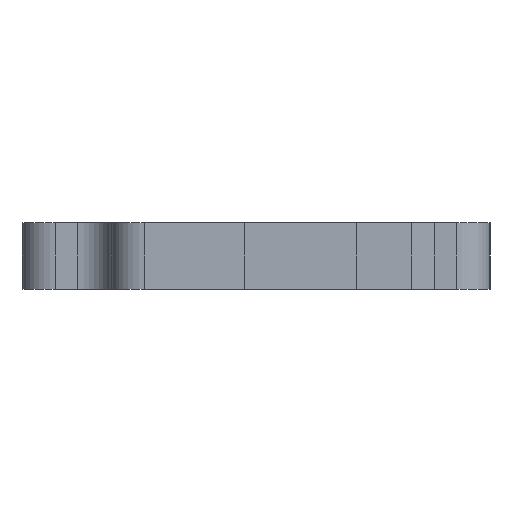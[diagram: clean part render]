
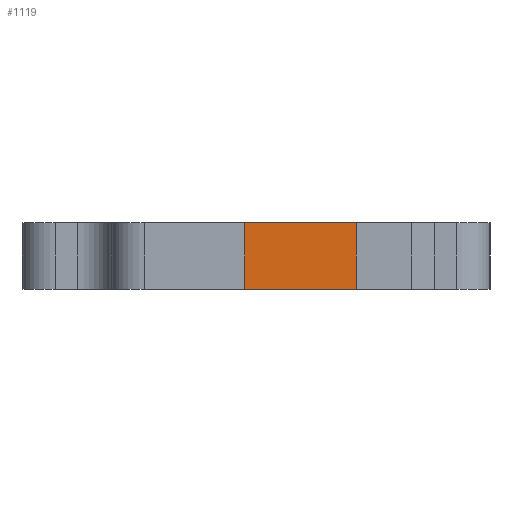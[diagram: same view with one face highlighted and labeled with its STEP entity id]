
A CAD part, left-side view. The second image highlights one B-rep face of the part: STEP entity #1119.
In plain terms, the highlighted planar face has unit normal (-1, 0, 0).
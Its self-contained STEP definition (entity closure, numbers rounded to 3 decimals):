
#60=PLANE('',#1213);
#113=FACE_OUTER_BOUND('',#182,.T.);
#182=EDGE_LOOP('',(#1017,#1018,#1019,#1020));
#209=LINE('',#1585,#331);
#253=LINE('',#1705,#375);
#309=LINE('',#1838,#431);
#311=LINE('',#1841,#433);
#331=VECTOR('',#1269,10.);
#375=VECTOR('',#1349,10.);
#431=VECTOR('',#1505,6.);
#433=VECTOR('',#1509,6.);
#494=VERTEX_POINT('',#1582);
#495=VERTEX_POINT('',#1584);
#552=VERTEX_POINT('',#1702);
#553=VERTEX_POINT('',#1704);
#606=EDGE_CURVE('',#494,#495,#209,.T.);
#666=EDGE_CURVE('',#552,#553,#253,.T.);
#733=EDGE_CURVE('',#495,#552,#309,.T.);
#735=EDGE_CURVE('',#494,#553,#311,.T.);
#1017=ORIENTED_EDGE('',*,*,#606,.F.);
#1018=ORIENTED_EDGE('',*,*,#735,.T.);
#1019=ORIENTED_EDGE('',*,*,#666,.F.);
#1020=ORIENTED_EDGE('',*,*,#733,.F.);
#1119=ADVANCED_FACE('',(#113),#60,.F.);
#1213=AXIS2_PLACEMENT_3D('',#1840,#1507,#1508);
#1269=DIRECTION('',(0.,-1.,0.));
#1349=DIRECTION('',(0.,1.,0.));
#1505=DIRECTION('',(0.,0.,-1.));
#1507=DIRECTION('center_axis',(1.,0.,0.));
#1508=DIRECTION('ref_axis',(0.,-1.,0.));
#1509=DIRECTION('',(0.,0.,-1.));
#1582=CARTESIAN_POINT('',(-64.5,5.,6.));
#1584=CARTESIAN_POINT('',(-64.5,-5.,6.));
#1585=CARTESIAN_POINT('',(-64.5,2.5,6.));
#1702=CARTESIAN_POINT('',(-64.5,-5.,0.));
#1704=CARTESIAN_POINT('',(-64.5,5.,0.));
#1705=CARTESIAN_POINT('',(-64.5,2.5,0.));
#1838=CARTESIAN_POINT('',(-64.5,-5.,6.));
#1840=CARTESIAN_POINT('Origin',(-64.5,5.,6.));
#1841=CARTESIAN_POINT('',(-64.5,5.,6.));
